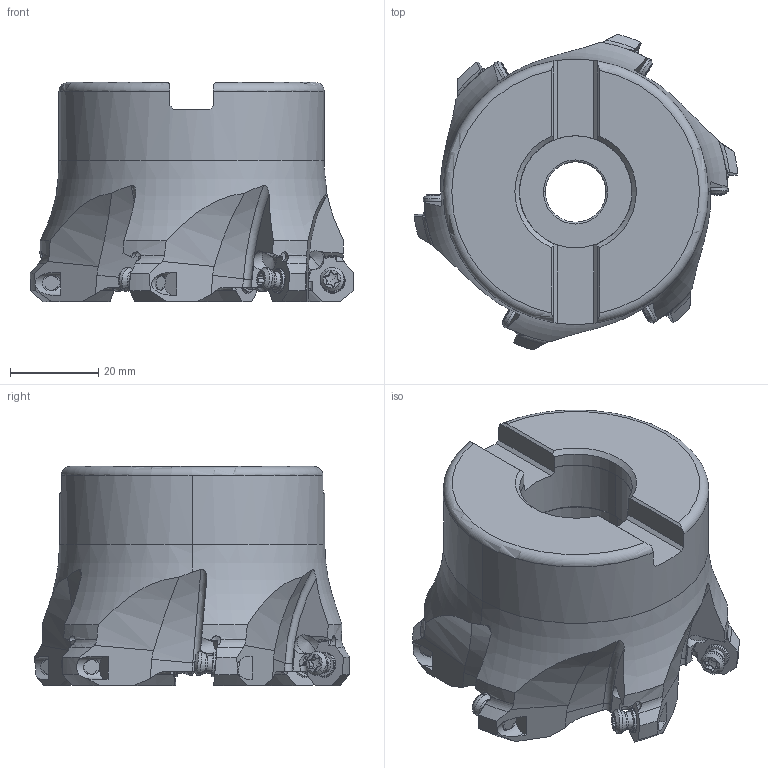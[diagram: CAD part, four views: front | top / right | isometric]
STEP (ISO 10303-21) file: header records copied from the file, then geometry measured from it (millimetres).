
FILE_DESCRIPTION(/* description */ (''),/* implementation_level */ '2;1');
FILE_NAME(/* name */ 'BRP6UPR0306C.stp',/* time_stamp */ '2019-03-25T17:35:17+09:00',/* author */ (''),/* organization */ (''),/* preprocessor_version */ 'ST-DEVELOPER v16',/* originating_system */ 'SIEMENS PLM Software NX 10.0',/* authorisation */ '');
FILE_SCHEMA (('AUTOMOTIVE_DESIGN { 1 0 10303 214 3 1 1 1 }'));
Length unit declared in the file: millimetre
Products named in the file (1): BRP6UPR0306C_ASM
Bounding box: 73.27 x 71.4 x 49.57 mm (x, y, z)
Volume: 112423.8 mm3; surface area: 21113.9 mm2
Topology: 7 solids, 7 shells, 511 faces, 1567 edges, 1060 vertices
Faces by surface type: cylinder 210, cone 110, plane 105, torus 74, sphere 12
Entity records: 22134 total; most frequent: CARTESIAN_POINT 8144, ORIENTED_EDGE 3086, DIRECTION 2840, EDGE_CURVE 1543, AXIS2_PLACEMENT_3D 1234, VERTEX_POINT 1060, CIRCLE 610, EDGE_LOOP 539
